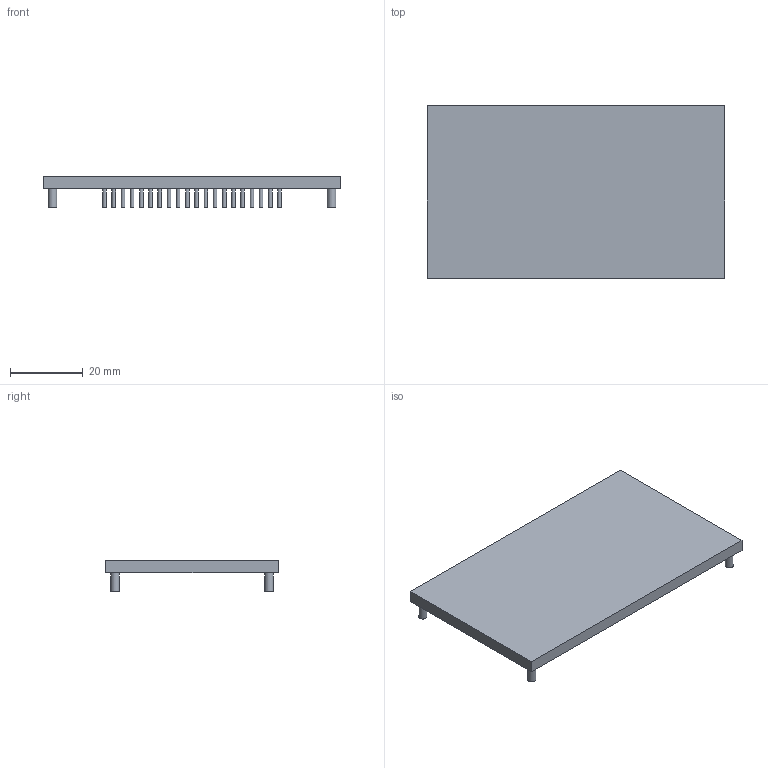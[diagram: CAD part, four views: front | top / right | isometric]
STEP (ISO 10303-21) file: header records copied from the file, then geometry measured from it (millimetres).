
FILE_DESCRIPTION(('FreeCAD Model'),'2;1');
FILE_NAME('1014450.1.2.stp','2022-03-29T14:56:36',( 'Author'),(''),'Open CASCADE STEP processor 6.9','FreeCAD','Unknown' );
FILE_SCHEMA(('AUTOMOTIVE_DESIGN { 1 0 10303 214 1 1 1 1 }'));
Length unit declared in the file: millimetre
Products named in the file (3): ASSEMBLY; Body; Leads
Assembly tree (2 placements, depth 2):
  ASSEMBLY
    Body
    Leads
Bounding box: 82 x 47.5 x 8.5 mm (x, y, z)
Volume: 13407.9 mm3; surface area: 9203.1 mm2
Topology: 25 solids, 25 shells, 78 faces, 84 edges, 56 vertices
Faces by surface type: plane 54, cylinder 24
Full cylindrical faces by diameter (mm): 1 x20, 2.3 x4
Entity records: 2795 total; most frequent: DIRECTION 462, CARTESIAN_POINT 389, ORIENTED_EDGE 168, PCURVE 168, DEFINITIONAL_REPRESENTATION 168, LINE 156, VECTOR 156, AXIS2_PLACEMENT_3D 129
